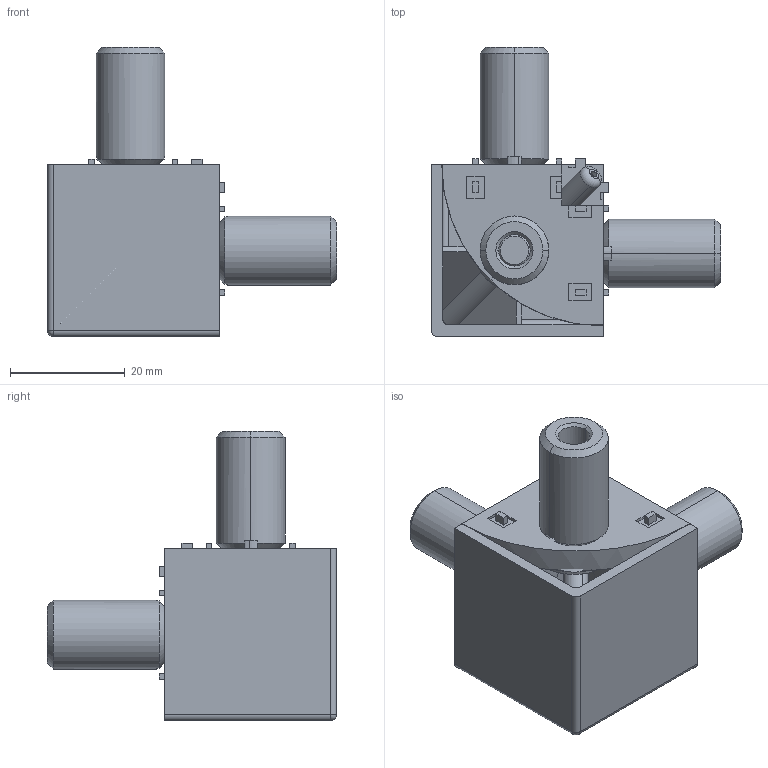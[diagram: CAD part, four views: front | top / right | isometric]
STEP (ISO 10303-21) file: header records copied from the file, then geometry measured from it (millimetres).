
FILE_DESCRIPTION (( 'STEP AP214' ), '1' );
FILE_NAME ('SNSD.30.51.55. 3-õ ñòîðîííèé êóáè÷åñêèé ñîåäèíèòåëü30õ30, ïàç 8(E05).STEP', '2014-12-08T11:46:45', ( 'XTreme.ws' ), ( 'XTreme.ws' ), 'SwSTEP 2.0', 'SolidWorks 2014', '' );
FILE_SCHEMA (( 'AUTOMOTIVE_DESIGN' ));
Length unit declared in the file: millimetre
Products named in the file (5): SNSD.30.50.27. Âòóëêà ðåçüáîâàÿ Ì12 - Ì6(D09)_00; SNSD.30.51.55. 鎔艜(E05)_00; SNSD.30.51.55. ﾎ魵瑙韃(E05)_00; SNSD.30.51.55. 署赅(E05)_00; SNSD.30.51.55. 3-õ ñòîðîííèé êóáè÷åñêèé ñîåäèíèòåëü30õ30, ïàç 8(E05)
Assembly tree (8 placements, depth 2):
  SNSD.30.51.55. 3-õ ñòîðîííèé êóáè÷åñêèé ñîåäèíèòåëü30õ30, ïàç 8(E05)
    SNSD.30.51.55. 署赅(E05)_00
    SNSD.30.51.55. ﾎ魵瑙韃(E05)_00
    SNSD.30.51.55. 鎔艜(E05)_00  x3
    SNSD.30.50.27. Âòóëêà ðåçüáîâàÿ Ì12 - Ì6(D09)_00  x3
Bounding box: 50.5 x 50.5 x 50.5 mm (x, y, z)
Volume: 19172.3 mm3; surface area: 16004.6 mm2
Topology: 8 solids, 8 shells, 286 faces, 739 edges, 479 vertices
Faces by surface type: plane 195, cylinder 45, cone 42, torus 3, sphere 1
Entity records: 6806 total; most frequent: CARTESIAN_POINT 1267, ORIENTED_EDGE 1108, DIRECTION 1064, EDGE_CURVE 554, LINE 440, VECTOR 440, VERTEX_POINT 363, AXIS2_PLACEMENT_3D 312
